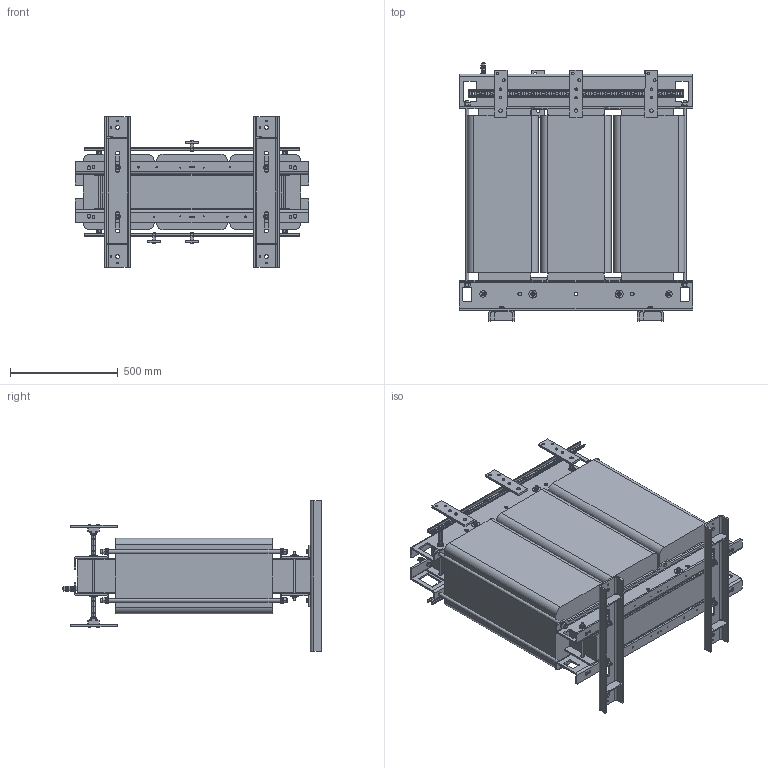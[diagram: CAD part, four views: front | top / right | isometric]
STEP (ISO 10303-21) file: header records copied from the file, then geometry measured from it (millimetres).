
FILE_DESCRIPTION(/* description */ (''),/* implementation_level */ '2;1');
FILE_NAME(/* name */ 'TTX315_V01.stp',/* time_stamp */ '2023-11-29T10:25:37+01:00',/* author */ ('ops'),/* organization */ (''),/* preprocessor_version */ 'ST-DEVELOPER v16.13',/* originating_system */ 'Autodesk Inventor 2018',/* authorisation */ '');
FILE_SCHEMA (('AUTOMOTIVE_DESIGN { 1 0 10303 214 3 1 1 }'));
Products named in the file (1): TTX315_V01
Bounding box: 1083 x 1197.6 x 700 mm (x, y, z)
Volume: 306850699.7 mm3; surface area: 11856369.9 mm2
Topology: 204 solids, 204 shells, 2994 faces, 6819 edges, 4322 vertices
Faces by surface type: plane 1441, cylinder 1035, cone 322, sphere 104, torus 92
Full cylindrical faces by diameter (mm): 3.5 x4, 4.134 x21, 5 x42, 5.3 x7, 6 x14, 6.4 x14, 6.88 x21, 7 x16, 8 x2, 8.376 x16, 10 x27, 10.106 x7, 10.5 x20, 11.053 x1, 12 x33, 13 x31, 13.835 x8, 14 x6, 14.63 x4, 16 x15, 16.63 x4, 17 x72, 17.2 x1, 18 x4, 20 x12, 24 x11, 30 x16, 37 x8
Entity records: 84511 total; most frequent: CARTESIAN_POINT 15657, DIRECTION 14072, ORIENTED_EDGE 12388, EDGE_CURVE 6194, AXIS2_PLACEMENT_3D 5583, EDGE_LOOP 4372, VERTEX_POINT 4284, FACE_OUTER_BOUND 2994
